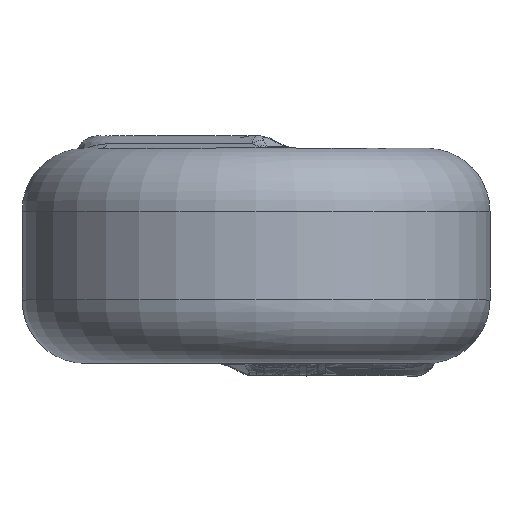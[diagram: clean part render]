
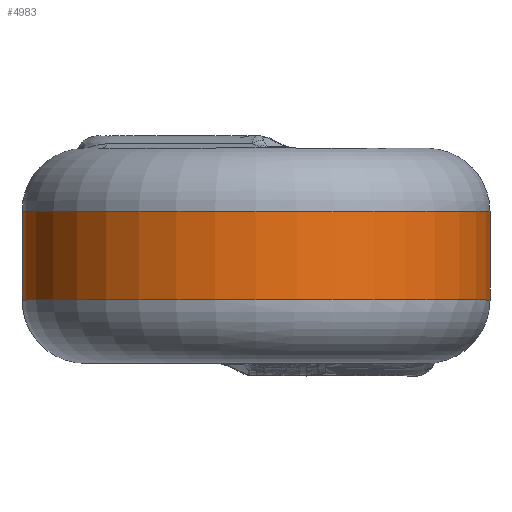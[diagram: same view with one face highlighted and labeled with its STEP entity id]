
A CAD part, top view. The second image highlights one B-rep face of the part: STEP entity #4983.
In plain terms, the highlighted cylindrical face has radius 3.7 mm (diameter 7.4 mm), a full revolution.
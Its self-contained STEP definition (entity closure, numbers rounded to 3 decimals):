
#36=CIRCLE('',#5162,3.7);
#38=CIRCLE('',#5166,3.7);
#626=CYLINDRICAL_SURFACE('',#5167,3.7);
#1083=ORIENTED_EDGE('',*,*,#2029,.T.);
#1084=ORIENTED_EDGE('',*,*,#2037,.T.);
#2029=EDGE_CURVE('',#2540,#2540,#36,.F.);
#2037=EDGE_CURVE('',#2547,#2547,#38,.T.);
#2540=VERTEX_POINT('',#9731);
#2547=VERTEX_POINT('',#9775);
#3053=EDGE_LOOP('',(#1083));
#3054=EDGE_LOOP('',(#1084));
#3277=FACE_BOUND('',#3053,.T.);
#3278=FACE_BOUND('',#3054,.T.);
#4983=ADVANCED_FACE('',(#3277,#3278),#626,.T.);
#5162=AXIS2_PLACEMENT_3D('',#9730,#5414,#5415);
#5166=AXIS2_PLACEMENT_3D('',#9774,#5423,#5424);
#5167=AXIS2_PLACEMENT_3D('',#9797,#5425,#5426);
#5414=DIRECTION('',(0.,1.,0.));
#5415=DIRECTION('',(0.,0.,1.));
#5423=DIRECTION('',(0.,1.,0.));
#5424=DIRECTION('',(0.,0.,1.));
#5425=DIRECTION('',(0.,1.,0.));
#5426=DIRECTION('',(0.,0.,1.));
#9730=CARTESIAN_POINT('',(0.,0.7,0.));
#9731=CARTESIAN_POINT('',(0.,0.7,3.7));
#9774=CARTESIAN_POINT('',(0.,-0.7,0.));
#9775=CARTESIAN_POINT('',(0.,-0.7,3.7));
#9797=CARTESIAN_POINT('',(0.,-1.7,0.));
